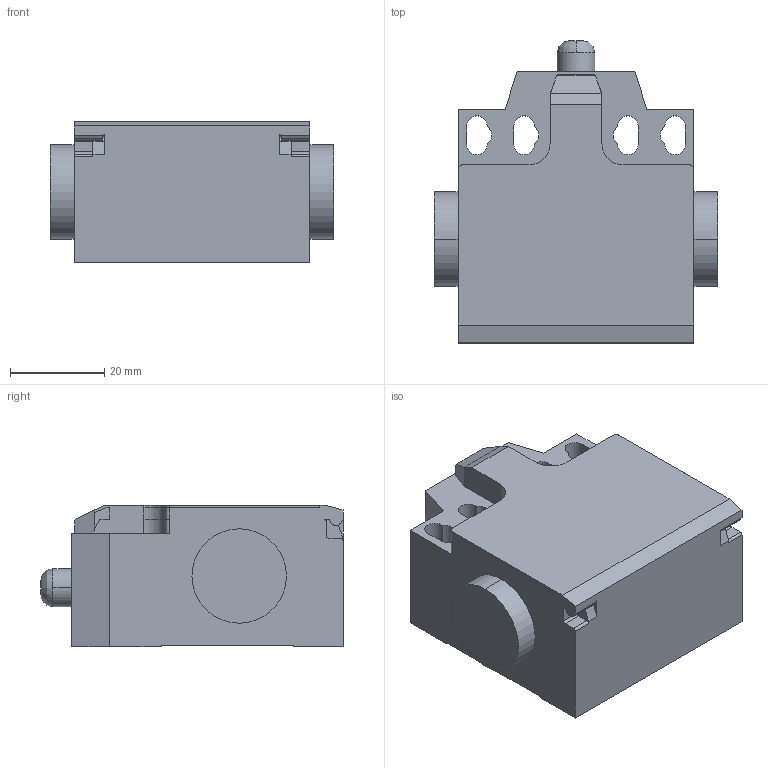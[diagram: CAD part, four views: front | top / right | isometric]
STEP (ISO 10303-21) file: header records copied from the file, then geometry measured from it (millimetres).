
FILE_DESCRIPTION((''),'2;1');
FILE_NAME('3d_KCA1L02.stp','2012-10-03T08:24:36',(''),(''),'Mechanical Desktop 2011','Mechanical Desktop 2011',', , ');
FILE_SCHEMA(('CONFIG_CONTROL_DESIGN'));
Length unit declared in the file: millimetre
Products named in the file (1): Product
Bounding box: 60 x 64 x 30 mm (x, y, z)
Volume: 76104.3 mm3; surface area: 14718 mm2
Topology: 2 solids, 2 shells, 122 faces, 376 edges, 270 vertices
Faces by surface type: plane 62, cylinder 32, bspline 28
Entity records: 4536 total; most frequent: CARTESIAN_POINT 1090, ORIENTED_EDGE 726, DIRECTION 659, EDGE_CURVE 363, VECTOR 283, LINE 283, VERTEX_POINT 245, AXIS2_PLACEMENT_3D 188
